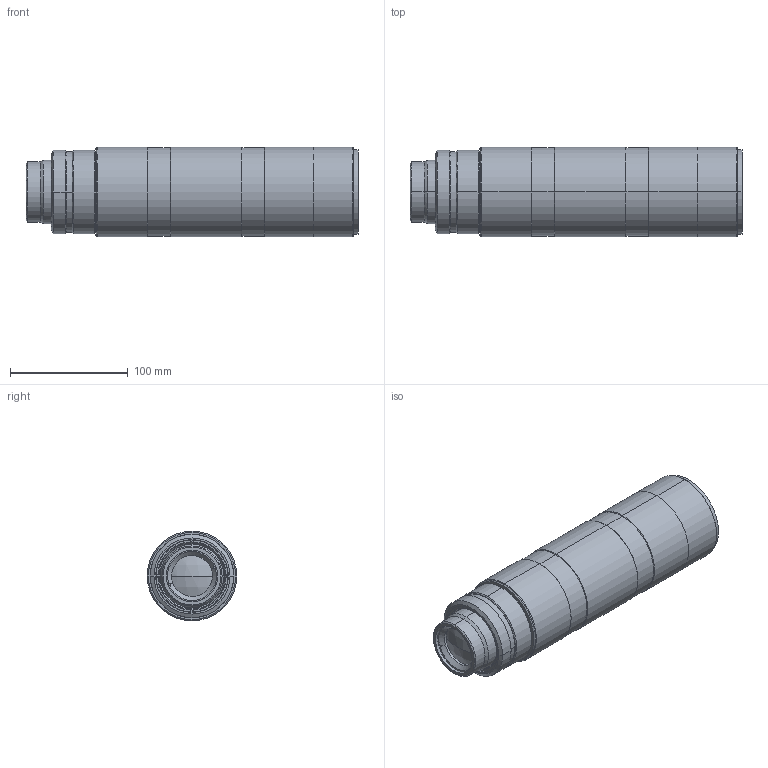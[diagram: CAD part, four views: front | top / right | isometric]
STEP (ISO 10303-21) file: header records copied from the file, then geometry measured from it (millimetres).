
FILE_DESCRIPTION (( 'STEP AP214' ), '1' );
FILE_NAME ('MC12K200.STEP', '2013-04-26T09:17:23', ( 'Work' ), ( '' ), 'SwSTEP 2.0', 'SolidWorks 2013', '' );
FILE_SCHEMA (( 'AUTOMOTIVE_DESIGN' ));
Length unit declared in the file: millimetre
Products named in the file (1): MC12K200
Bounding box: 281.84 x 76 x 76 mm (x, y, z)
Surface area: 128803.4 mm2 (no closed solid volume)
Topology: 0 solids, 12 shells, 101 faces, 257 edges, 169 vertices
Faces by surface type: cylinder 42, cone 34, plane 23, sphere 2
Entity records: 4372 total; most frequent: CARTESIAN_POINT 732, DIRECTION 585, ORIENTED_EDGE 438, EDGE_CURVE 257, AXIS2_PLACEMENT_3D 242, VERTEX_POINT 169, CIRCLE 140, EDGE_LOOP 120
